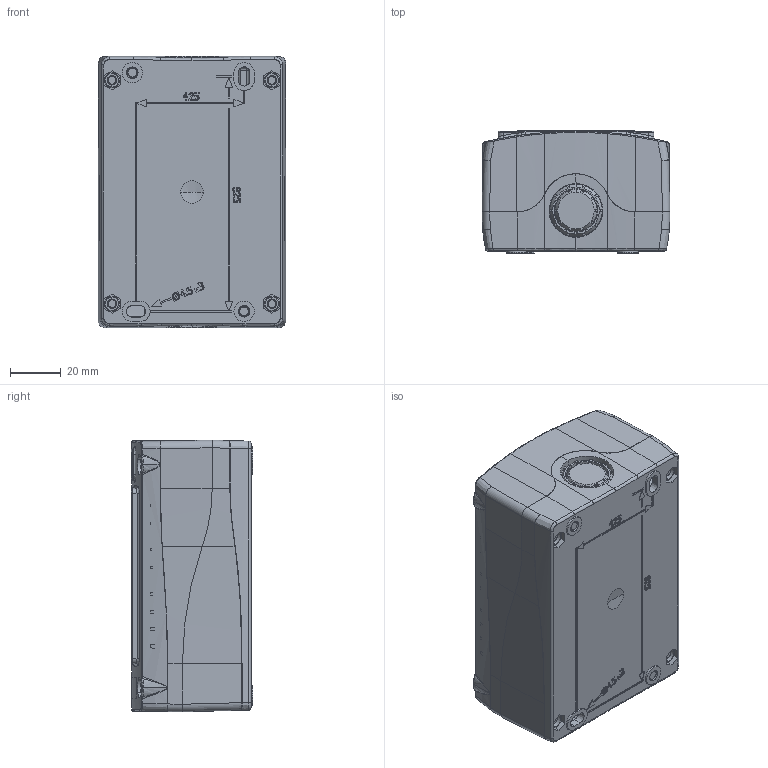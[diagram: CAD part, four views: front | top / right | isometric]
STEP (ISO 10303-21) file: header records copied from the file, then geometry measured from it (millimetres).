
FILE_DESCRIPTION(('CATIA V5 STEP Exchange'),'2;1');
FILE_NAME('LBX0200.stp','2009-01-27T07:53:35+00:00',('none'),('none'),'CATIA Version 5 Release 17 (IN-10)','CATIA V5 STEP AP214','none');
FILE_SCHEMA(('AUTOMOTIVE_DESIGN { 1 0 10303 214 1 1 1 1 }'));
Products named in the file (5): LBX0200; 090729000; 016610000; 032161000; 097453000
Assembly tree (10 placements, depth 2):
  LBX0200
    090729000
    016610000
    032161000  x4
    097453000  x4
Bounding box: 74 x 47.9 x 107 mm (x, y, z)
Volume: 111473.2 mm3; surface area: 89676.3 mm2
Topology: 10 solids, 10 shells, 3550 faces, 9163 edges, 5691 vertices
Faces by surface type: plane 1430, bspline 1204, cylinder 539, cone 319, torus 32, sphere 26
Entity records: 130614 total; most frequent: CARTESIAN_POINT 59341, ORIENTED_EDGE 17310, EDGE_CURVE 8655, DIRECTION 7596, VERTEX_POINT 5424, B_SPLINE_CURVE_WITH_KNOTS 4390, EDGE_LOOP 3455, ADVANCED_FACE 3334
